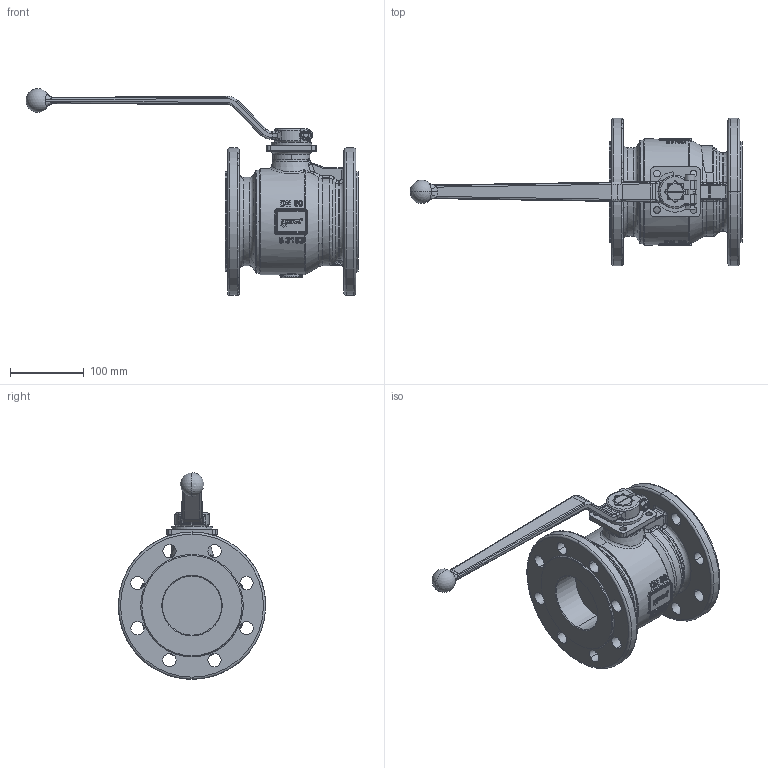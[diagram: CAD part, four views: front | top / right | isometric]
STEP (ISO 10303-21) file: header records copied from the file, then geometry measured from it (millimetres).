
FILE_DESCRIPTION(('HOOPS Exchange Step'),'2;1');
FILE_NAME('FK0100_DN80_PN16.stp','2025-07-17T15:29:30+02:00',('nieru'),('Unknown organisation'),'HOOPS Exchange 2024.2','HOOPS Exchange','Unknown authorisation');
FILE_SCHEMA( ('AP203_CONFIGURATION_CONTROLLED_3D_DESIGN_OF_MECHANICAL_PARTS_AND_ASSEMBLIES_MIM_LF') );
Length unit declared in the file: millimetre
Products named in the file (2): 0; root
Assembly tree (1 placements, depth 2):
  root
    0
Bounding box: 450.5 x 200 x 280.5 mm (x, y, z)
Volume: 2844017.9 mm3; surface area: 262842.5 mm2
Topology: 1 solids, 1 shells, 1113 faces, 3027 edges, 1945 vertices
Faces by surface type: bspline 337, plane 318, cylinder 291, torus 119, cone 42, sphere 6
Full cylindrical faces by diameter (mm): 120 x1, 200 x1
Entity records: 51777 total; most frequent: CARTESIAN_POINT 26551, ORIENTED_EDGE 6038, DIRECTION 4071, EDGE_CURVE 3019, VERTEX_POINT 1949, AXIS2_PLACEMENT_3D 1526, EDGE_LOOP 1212, FACE_BOUND 1212
